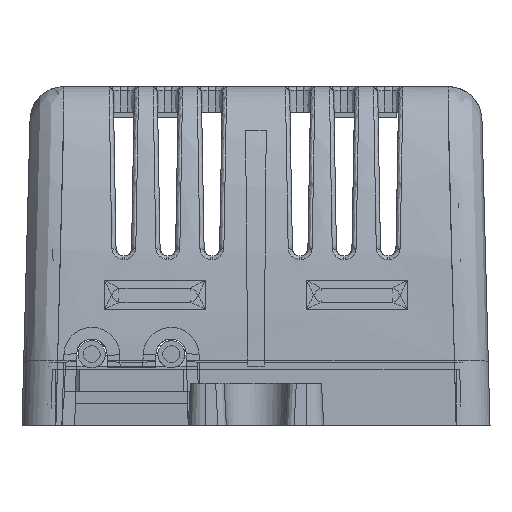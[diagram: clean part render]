
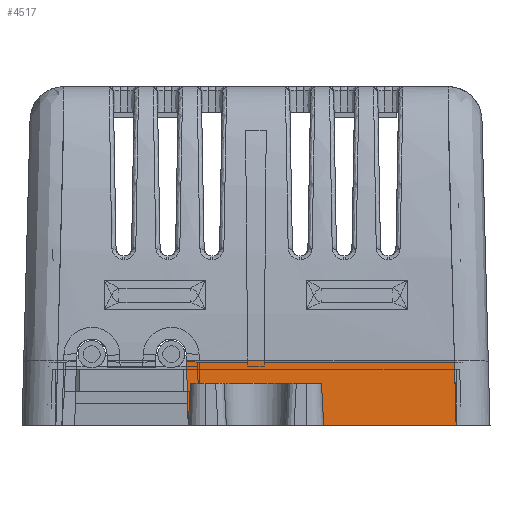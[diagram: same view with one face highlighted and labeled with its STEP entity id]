
A CAD part, left-side view. The second image highlights one B-rep face of the part: STEP entity #4517.
In plain terms, the highlighted free-form (B-spline) face has degree [1, 1] with [2, 2] control points.
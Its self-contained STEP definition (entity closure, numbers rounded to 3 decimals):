
#4517=ADVANCED_FACE('',(#23341),#23343,.T.);
#23341=FACE_BOUND('',#23342,.T.);
#23342=EDGE_LOOP('',(#49628,#49629,#49630,#49631,#49632,#49633,#49634,#49635));
#23343=B_SPLINE_SURFACE_WITH_KNOTS('',1,1,(
(#23344,#23345),
(#23346,#23347)),
.UNSPECIFIED.,.F.,.F.,.F.,
(2,2),
(2,2),
(-3.84,0.),
(-16.011,0.),
.UNSPECIFIED.);
#23344=CARTESIAN_POINT('',(-65.551,-11.818,0.));
#23345=CARTESIAN_POINT('',(-65.551,4.105,0.));
#23346=CARTESIAN_POINT('',(-65.351,-11.818,3.814));
#23347=CARTESIAN_POINT('',(-65.351,4.105,3.814));
#49628=ORIENTED_EDGE('',*,*,#59810,.F.);
#49629=ORIENTED_EDGE('',*,*,#59811,.F.);
#49630=ORIENTED_EDGE('',*,*,#58341,.F.);
#49631=ORIENTED_EDGE('',*,*,#59809,.T.);
#49632=ORIENTED_EDGE('',*,*,#59812,.F.);
#49633=ORIENTED_EDGE('',*,*,#59813,.F.);
#49634=ORIENTED_EDGE('',*,*,#58353,.F.);
#49635=ORIENTED_EDGE('',*,*,#59814,.F.);
#58341=EDGE_CURVE('',#64570,#64572,#64573,.T.);
#58353=EDGE_CURVE('',#64594,#64596,#64597,.T.);
#59809=EDGE_CURVE('',#64570,#67069,#67071,.T.);
#59810=EDGE_CURVE('',#67072,#67073,#67074,.T.);
#59811=EDGE_CURVE('',#64572,#67072,#67075,.T.);
#59812=EDGE_CURVE('',#67076,#67069,#67077,.T.);
#59813=EDGE_CURVE('',#64596,#67076,#67078,.T.);
#59814=EDGE_CURVE('',#67073,#64594,#67079,.T.);
#64570=VERTEX_POINT('',#77599);
#64572=VERTEX_POINT('',#77690);
#64573=B_SPLINE_CURVE_WITH_KNOTS('',1,
(#77691,#77692),
.UNSPECIFIED.,.F.,.F.,
(2,2),
(0.,1.),
.UNSPECIFIED.);
#64594=VERTEX_POINT('',#78081);
#64596=VERTEX_POINT('',#78084);
#64597=B_SPLINE_CURVE_WITH_KNOTS('',1,
(#78085,#78086),
.UNSPECIFIED.,.F.,.F.,
(2,2),
(0.,1.),
.UNSPECIFIED.);
#67069=VERTEX_POINT('',#96582);
#67071=LINE('',#96586,#96587);
#67072=VERTEX_POINT('',#96589);
#67073=VERTEX_POINT('',#96590);
#67074=B_SPLINE_CURVE_WITH_KNOTS('',1,
(#96591,#96592),
.UNSPECIFIED.,.F.,.F.,
(2,2),
(0.,1.),
.UNSPECIFIED.);
#67075=LINE('',#96593,#96594);
#67076=VERTEX_POINT('',#96596);
#67077=LINE('',#96597,#96598);
#67078=LINE('',#96600,#96601);
#67079=LINE('',#96603,#96604);
#77599=CARTESIAN_POINT('',(-65.551,-11.818,0.));
#77690=CARTESIAN_POINT('',(-65.551,-3.999,0.));
#77691=CARTESIAN_POINT('',(-65.551,-11.818,0.));
#77692=CARTESIAN_POINT('',(-65.551,-3.999,0.));
#78081=CARTESIAN_POINT('',(-65.551,4.001,0.));
#78084=CARTESIAN_POINT('',(-65.551,4.005,0.));
#78085=CARTESIAN_POINT('',(-65.551,4.001,0.));
#78086=CARTESIAN_POINT('',(-65.551,4.005,0.));
#96582=CARTESIAN_POINT('',(-65.351,-11.718,3.814));
#96586=CARTESIAN_POINT('',(-65.551,-11.818,0.));
#96587=VECTOR('',#96588,1.);
#96588=DIRECTION('',(0.052,0.026,0.998));
#96589=CARTESIAN_POINT('',(-65.42,-3.868,2.5));
#96590=CARTESIAN_POINT('',(-65.42,3.87,2.5));
#96591=CARTESIAN_POINT('',(-65.42,-3.868,2.5));
#96592=CARTESIAN_POINT('',(-65.42,3.87,2.5));
#96593=CARTESIAN_POINT('',(-65.551,-3.999,0.));
#96594=VECTOR('',#96595,1.);
#96595=DIRECTION('',(0.052,0.052,0.997));
#96596=CARTESIAN_POINT('',(-65.351,4.105,3.814));
#96597=CARTESIAN_POINT('',(-65.351,4.105,3.814));
#96598=VECTOR('',#96599,1.);
#96599=DIRECTION('',(0.,-1.,0.));
#96600=CARTESIAN_POINT('',(-65.551,4.005,0.));
#96601=VECTOR('',#96602,1.);
#96602=DIRECTION('',(0.052,0.026,0.998));
#96603=CARTESIAN_POINT('',(-65.42,3.87,2.5));
#96604=VECTOR('',#96605,1.);
#96605=DIRECTION('',(-0.052,0.052,-0.997));
